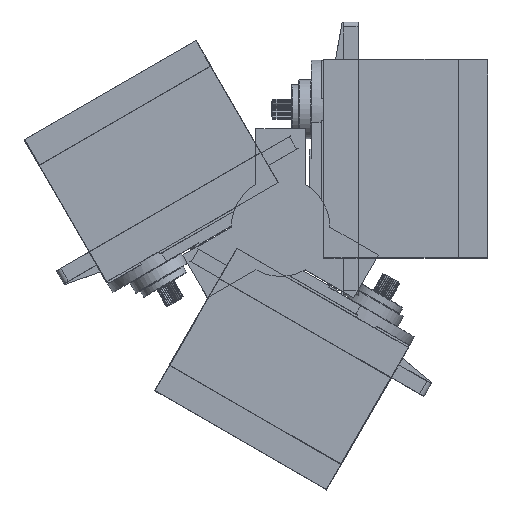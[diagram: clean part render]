
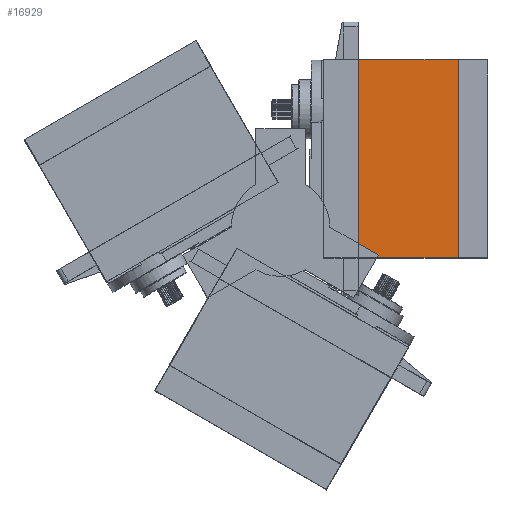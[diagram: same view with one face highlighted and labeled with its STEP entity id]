
A CAD part, top view. The second image highlights one B-rep face of the part: STEP entity #16929.
In plain terms, the highlighted planar face has unit normal (0, 0, 1).
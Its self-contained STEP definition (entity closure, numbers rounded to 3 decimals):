
#2032=FACE_OUTER_BOUND('',#3076,.T.);
#3076=EDGE_LOOP('',(#11720,#11721,#11722,#11723));
#4297=LINE('',#25067,#5846);
#4318=LINE('',#25154,#5867);
#4326=LINE('',#25177,#5875);
#4327=LINE('',#25178,#5876);
#5846=VECTOR('',#19841,20.21);
#5867=VECTOR('',#19906,20.21);
#5875=VECTOR('',#19930,40.1);
#5876=VECTOR('',#19931,40.1);
#7467=VERTEX_POINT('',#25064);
#7468=VERTEX_POINT('',#25066);
#7495=VERTEX_POINT('',#25150);
#7496=VERTEX_POINT('',#25152);
#9064=EDGE_CURVE('',#7468,#7467,#4297,.T.);
#9102=EDGE_CURVE('',#7495,#7496,#4318,.T.);
#9114=EDGE_CURVE('',#7495,#7467,#4326,.T.);
#9115=EDGE_CURVE('',#7468,#7496,#4327,.T.);
#11720=ORIENTED_EDGE('',*,*,#9064,.T.);
#11721=ORIENTED_EDGE('',*,*,#9114,.F.);
#11722=ORIENTED_EDGE('',*,*,#9102,.T.);
#11723=ORIENTED_EDGE('',*,*,#9115,.F.);
#16409=PLANE('',#18036);
#16929=ADVANCED_FACE('',(#2032),#16409,.F.);
#18036=AXIS2_PLACEMENT_3D('',#25176,#19928,#19929);
#19841=DIRECTION('',(0.,1.,0.));
#19906=DIRECTION('',(0.,-1.,0.));
#19928=DIRECTION('center_axis',(0.,0.,-1.));
#19929=DIRECTION('ref_axis',(-1.,0.,0.));
#19930=DIRECTION('',(1.,0.,0.));
#19931=DIRECTION('',(-1.,0.,0.));
#25064=CARTESIAN_POINT('',(22.517,12.91,20.));
#25066=CARTESIAN_POINT('',(22.517,-7.3,20.));
#25067=CARTESIAN_POINT('',(22.517,-7.3,20.));
#25150=CARTESIAN_POINT('',(-17.583,12.91,20.));
#25152=CARTESIAN_POINT('',(-17.583,-7.3,20.));
#25154=CARTESIAN_POINT('',(-17.583,12.91,20.));
#25176=CARTESIAN_POINT('Origin',(0.,0.,20.));
#25177=CARTESIAN_POINT('',(-17.583,12.91,20.));
#25178=CARTESIAN_POINT('',(22.517,-7.3,20.));
